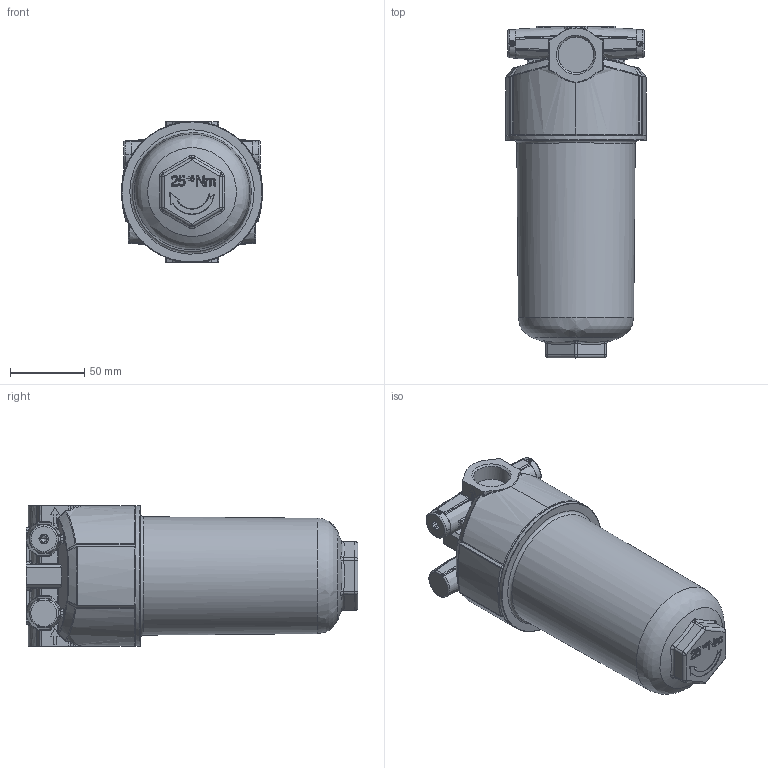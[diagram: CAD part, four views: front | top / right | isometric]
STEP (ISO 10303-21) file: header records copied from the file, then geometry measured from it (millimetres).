
FILE_DESCRIPTION((''),'2;1');
FILE_NAME( 'Leitungssaugfilter30017500(305754).stp', '2013-04-15T13:10:22',('User'),('SDRC'),'I-DEAS Master Series 9','UNIX', 'Yes');
FILE_SCHEMA(('AUTOMOTIVE_DESIGN { 1 0 10303 214 1 1 1 1 }'));
Length unit declared in the file: millimetre
Products named in the file (1): 30017500(305754)
Bounding box: 94.97 x 224 x 95 mm (x, y, z)
Volume: 1144895.4 mm3; surface area: 81389.5 mm2
Topology: 1 solids, 9 shells, 1488 faces, 3605 edges, 2043 vertices
Faces by surface type: bspline 1488
Entity records: 51945 total; most frequent: CARTESIAN_POINT 32318, ORIENTED_EDGE 6952, EDGE_CURVE 3476, VERTEX_POINT 2036, B_SPLINE_CURVE_WITH_KNOTS 1886, EDGE_LOOP 1524, FACE_OUTER_BOUND 1488, ADVANCED_FACE 1488
